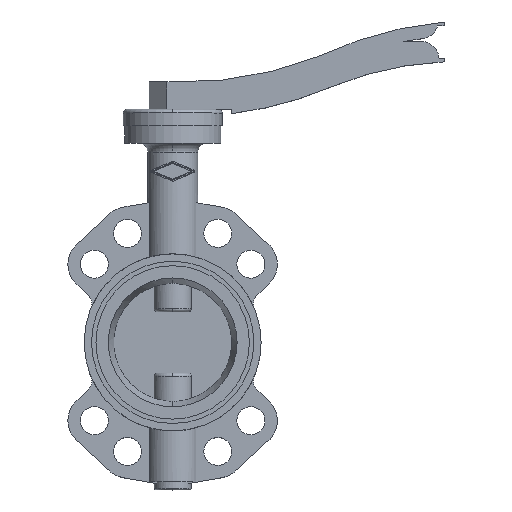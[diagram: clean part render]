
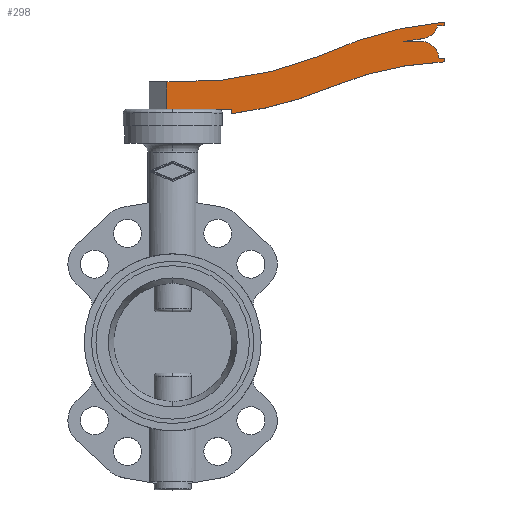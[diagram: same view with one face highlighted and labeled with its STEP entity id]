
A CAD part, top view. The second image highlights one B-rep face of the part: STEP entity #298.
In plain terms, the highlighted planar face has unit normal (0, 0, 1).
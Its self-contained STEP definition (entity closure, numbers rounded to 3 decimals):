
#298 = ADVANCED_FACE( '', ( #683 ), #684, .T. );
#683 = FACE_OUTER_BOUND( '', #1068, .T. );
#684 = PLANE( '', #1069 );
#1068 = EDGE_LOOP( '', ( #2519, #2520, #2521, #2522, #2523, #2524, #2525, #2526, #2527, #2528, #2529, #2530, #2531, #2532, #2533, #2534 ) );
#1069 = AXIS2_PLACEMENT_3D( '', #2535, #2536, #2537 );
#2519 = ORIENTED_EDGE( '', *, *, #2958, .T. );
#2520 = ORIENTED_EDGE( '', *, *, #2966, .T. );
#2521 = ORIENTED_EDGE( '', *, *, #2982, .T. );
#2522 = ORIENTED_EDGE( '', *, *, #2984, .T. );
#2523 = ORIENTED_EDGE( '', *, *, #2986, .T. );
#2524 = ORIENTED_EDGE( '', *, *, #2988, .T. );
#2525 = ORIENTED_EDGE( '', *, *, #2990, .T. );
#2526 = ORIENTED_EDGE( '', *, *, #2992, .T. );
#2527 = ORIENTED_EDGE( '', *, *, #2994, .T. );
#2528 = ORIENTED_EDGE( '', *, *, #2996, .T. );
#2529 = ORIENTED_EDGE( '', *, *, #2998, .T. );
#2530 = ORIENTED_EDGE( '', *, *, #3000, .T. );
#2531 = ORIENTED_EDGE( '', *, *, #3002, .T. );
#2532 = ORIENTED_EDGE( '', *, *, #3004, .T. );
#2533 = ORIENTED_EDGE( '', *, *, #3006, .T. );
#2534 = ORIENTED_EDGE( '', *, *, #3007, .T. );
#2535 = CARTESIAN_POINT( '', ( 0., 155., -13. ) );
#2536 = DIRECTION( '', ( 0., 0., 1. ) );
#2537 = DIRECTION( '', ( 1., 0., 0. ) );
#2958 = EDGE_CURVE( '', #3711, #3708, #3712, .T. );
#2966 = EDGE_CURVE( '', #3708, #3723, #3725, .T. );
#2982 = EDGE_CURVE( '', #3723, #3753, #3755, .T. );
#2984 = EDGE_CURVE( '', #3753, #3756, #3758, .T. );
#2986 = EDGE_CURVE( '', #3756, #3759, #3761, .T. );
#2988 = EDGE_CURVE( '', #3759, #3762, #3764, .T. );
#2990 = EDGE_CURVE( '', #3762, #3765, #3767, .T. );
#2992 = EDGE_CURVE( '', #3765, #3768, #3770, .T. );
#2994 = EDGE_CURVE( '', #3768, #3771, #3773, .T. );
#2996 = EDGE_CURVE( '', #3771, #3774, #3776, .T. );
#2998 = EDGE_CURVE( '', #3774, #3777, #3779, .T. );
#3000 = EDGE_CURVE( '', #3777, #3780, #3782, .T. );
#3002 = EDGE_CURVE( '', #3780, #3783, #3785, .T. );
#3004 = EDGE_CURVE( '', #3783, #3786, #3788, .T. );
#3006 = EDGE_CURVE( '', #3786, #3789, #3791, .T. );
#3007 = EDGE_CURVE( '', #3789, #3711, #3792, .T. );
#3708 = VERTEX_POINT( '', #5355 );
#3711 = VERTEX_POINT( '', #5359 );
#3712 = LINE( '', #5360, #5361 );
#3723 = VERTEX_POINT( '', #5378 );
#3725 = LINE( '', #5381, #5382 );
#3753 = VERTEX_POINT( '', #5418 );
#3755 = LINE( '', #5421, #5422 );
#3756 = VERTEX_POINT( '', #5423 );
#3758 = CIRCLE( '', #5426, 255. );
#3759 = VERTEX_POINT( '', #5427 );
#3761 = CIRCLE( '', #5430, 223. );
#3762 = VERTEX_POINT( '', #5431 );
#3764 = LINE( '', #5434, #5435 );
#3765 = VERTEX_POINT( '', #5436 );
#3767 = LINE( '', #5439, #5440 );
#3768 = VERTEX_POINT( '', #5441 );
#3770 = CIRCLE( '', #5444, 12.5 );
#3771 = VERTEX_POINT( '', #5445 );
#3773 = LINE( '', #5448, #5449 );
#3774 = VERTEX_POINT( '', #5450 );
#3776 = LINE( '', #5453, #5454 );
#3777 = VERTEX_POINT( '', #5455 );
#3779 = CIRCLE( '', #5458, 12.5 );
#3780 = VERTEX_POINT( '', #5459 );
#3782 = LINE( '', #5462, #5463 );
#3783 = VERTEX_POINT( '', #5464 );
#3785 = LINE( '', #5467, #5468 );
#3786 = VERTEX_POINT( '', #5469 );
#3788 = CIRCLE( '', #5472, 255. );
#3789 = VERTEX_POINT( '', #5473 );
#3791 = CIRCLE( '', #5476, 250. );
#3792 = LINE( '', #5477, #5478 );
#5355 = CARTESIAN_POINT( '', ( -4., 158., -13. ) );
#5359 = CARTESIAN_POINT( '', ( -4., 176.6, -13. ) );
#5360 = CARTESIAN_POINT( '', ( -4., 155., -13. ) );
#5361 = VECTOR( '', #6237, 1. );
#5378 = CARTESIAN_POINT( '', ( 39.8, 158., -13. ) );
#5381 = CARTESIAN_POINT( '', ( -16., 158., -13. ) );
#5382 = VECTOR( '', #6245, 1. );
#5418 = CARTESIAN_POINT( '', ( 39.8, 155., -13. ) );
#5421 = CARTESIAN_POINT( '', ( 39.8, 158., -13. ) );
#5422 = VECTOR( '', #6273, 1. );
#5423 = CARTESIAN_POINT( '', ( 107., 173., -13. ) );
#5426 = AXIS2_PLACEMENT_3D( '', #6275, #6276, #6277 );
#5427 = CARTESIAN_POINT( '', ( 184., 190.2, -13. ) );
#5430 = AXIS2_PLACEMENT_3D( '', #6279, #6280, #6281 );
#5431 = CARTESIAN_POINT( '', ( 184., 192.7, -13. ) );
#5434 = CARTESIAN_POINT( '', ( 184., 190.2, -13. ) );
#5435 = VECTOR( '', #6283, 1. );
#5436 = CARTESIAN_POINT( '', ( 180.6, 192.7, -13. ) );
#5439 = CARTESIAN_POINT( '', ( 184., 192.7, -13. ) );
#5440 = VECTOR( '', #6285, 1. );
#5441 = CARTESIAN_POINT( '', ( 168.015, 204.122, -13. ) );
#5444 = AXIS2_PLACEMENT_3D( '', #6287, #6288, #6289 );
#5445 = CARTESIAN_POINT( '', ( 156.4, 204., -13. ) );
#5448 = CARTESIAN_POINT( '', ( 168.015, 204.122, -13. ) );
#5449 = VECTOR( '', #6291, 1. );
#5450 = CARTESIAN_POINT( '', ( 169.9, 206., -13. ) );
#5453 = CARTESIAN_POINT( '', ( 156.4, 204., -13. ) );
#5454 = VECTOR( '', #6293, 1. );
#5455 = CARTESIAN_POINT( '', ( 179.7, 214.7, -13. ) );
#5458 = AXIS2_PLACEMENT_3D( '', #6295, #6296, #6297 );
#5459 = CARTESIAN_POINT( '', ( 184., 214.7, -13. ) );
#5462 = CARTESIAN_POINT( '', ( 179.7, 214.7, -13. ) );
#5463 = VECTOR( '', #6299, 1. );
#5464 = CARTESIAN_POINT( '', ( 184., 217.2, -13. ) );
#5467 = CARTESIAN_POINT( '', ( 184., 214.7, -13. ) );
#5468 = VECTOR( '', #6301, 1. );
#5469 = CARTESIAN_POINT( '', ( 99., 193.89, -13. ) );
#5472 = AXIS2_PLACEMENT_3D( '', #6303, #6304, #6305 );
#5473 = CARTESIAN_POINT( '', ( 0., 176.6, -13. ) );
#5476 = AXIS2_PLACEMENT_3D( '', #6307, #6308, #6309 );
#5477 = CARTESIAN_POINT( '', ( 0., 176.6, -13. ) );
#5478 = VECTOR( '', #6310, 1. );
#6237 = DIRECTION( '', ( 0., -1., 0. ) );
#6245 = DIRECTION( '', ( 1., 0., 0. ) );
#6273 = DIRECTION( '', ( 0., -1., 0. ) );
#6275 = CARTESIAN_POINT( '', ( 8.039, 408.014, -13. ) );
#6276 = DIRECTION( '', ( 0., 0., 1. ) );
#6277 = DIRECTION( '', ( 0.125, -0.992, 0. ) );
#6279 = CARTESIAN_POINT( '', ( 193.348, -32.604, -13. ) );
#6280 = DIRECTION( '', ( 0., 0., -1. ) );
#6281 = DIRECTION( '', ( -0.387, 0.922, 0. ) );
#6283 = DIRECTION( '', ( 0., 1., 0. ) );
#6285 = DIRECTION( '', ( -1., 0., 0. ) );
#6287 = CARTESIAN_POINT( '', ( 168.147, 191.623, -13. ) );
#6288 = DIRECTION( '', ( 0., 0., 1. ) );
#6289 = DIRECTION( '', ( 0.996, 0.086, 0. ) );
#6291 = DIRECTION( '', ( -1., -0.01, 0. ) );
#6293 = DIRECTION( '', ( 0.989, 0.147, 0. ) );
#6295 = CARTESIAN_POINT( '', ( 167.733, 218.311, -13. ) );
#6296 = DIRECTION( '', ( 0., 0., 1. ) );
#6297 = DIRECTION( '', ( 0.173, -0.985, 0. ) );
#6299 = DIRECTION( '', ( 1., 0., 0. ) );
#6301 = DIRECTION( '', ( 0., 1., 0. ) );
#6303 = CARTESIAN_POINT( '', ( 207.925, -36.675, -13. ) );
#6304 = DIRECTION( '', ( 0., 0., 1. ) );
#6305 = DIRECTION( '', ( -0.094, 0.996, 0. ) );
#6307 = CARTESIAN_POINT( '', ( 7.367, 426.491, -13. ) );
#6308 = DIRECTION( '', ( 0., 0., -1. ) );
#6309 = DIRECTION( '', ( 0.367, -0.93, 0. ) );
#6310 = DIRECTION( '', ( -1., 0., 0. ) );
